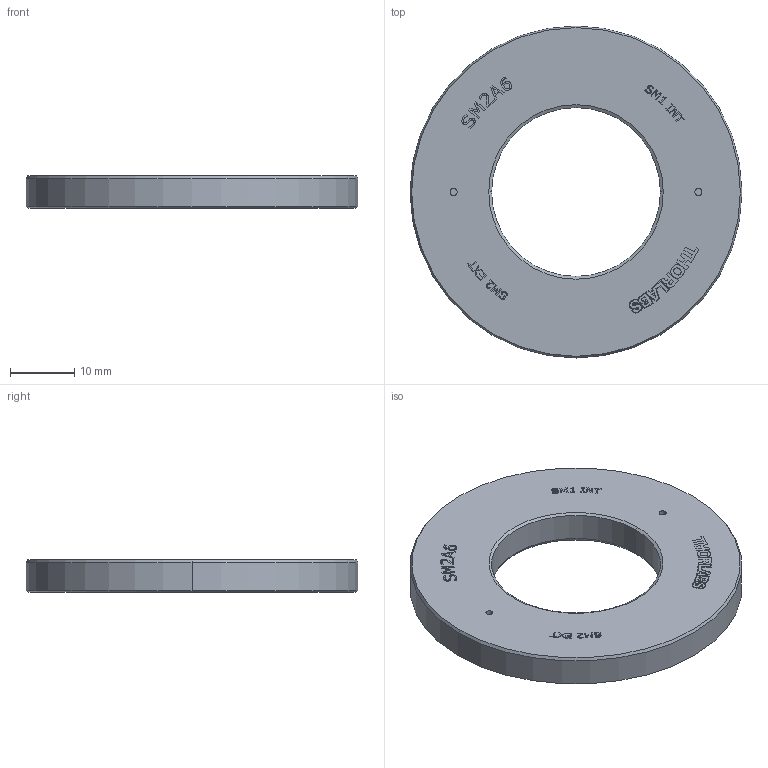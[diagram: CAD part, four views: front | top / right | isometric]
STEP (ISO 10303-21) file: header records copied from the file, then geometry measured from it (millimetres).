
FILE_DESCRIPTION (( 'STEP AP214' ), '1' );
FILE_NAME ('13267-E0W.STEP', '2015-10-22T15:49:45', ( 'admin' ), ( '' ), 'SwSTEP 2.0', 'SolidWorks 2014', '' );
FILE_SCHEMA (( 'AUTOMOTIVE_DESIGN' ));
Length unit declared in the file: millimetre
Products named in the file (1): 13267-E0W
Bounding box: 51.69 x 51.69 x 5.08 mm (x, y, z)
Volume: 7867.8 mm3; surface area: 4291.3 mm2
Topology: 1 solids, 1 shells, 431 faces, 1165 edges, 774 vertices
Faces by surface type: plane 218, bspline 193, cylinder 12, cone 8
Entity records: 23488 total; most frequent: CARTESIAN_POINT 9164, ORIENTED_EDGE 2330, DIRECTION 1289, EDGE_CURVE 1165, VERTEX_POINT 774, LINE 747, VECTOR 747, EDGE_LOOP 471
